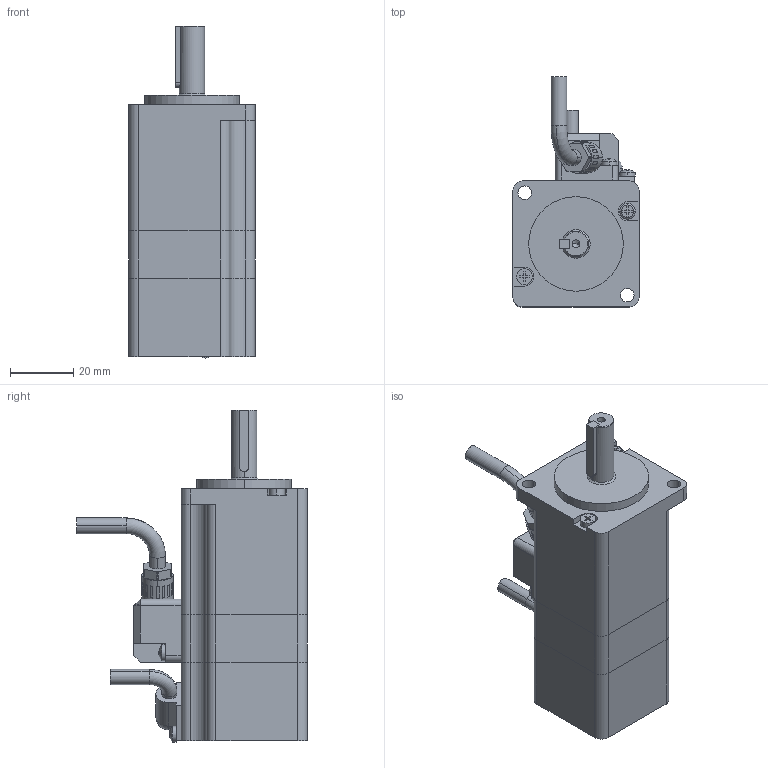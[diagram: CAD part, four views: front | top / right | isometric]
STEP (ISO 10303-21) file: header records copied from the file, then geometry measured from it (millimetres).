
FILE_DESCRIPTION (( 'STEP AP214' ), '1' );
FILE_NAME ('EC40TM024100K8EB不带刹车版本.STEP', '2022-11-25T03:50:33', ( '微软用户' ), ( '微软中国' ), 'SwSTEP 2.0', 'SolidWorks 2020', '' );
FILE_SCHEMA (( 'AUTOMOTIVE_DESIGN' ));
Length unit declared in the file: millimetre
Products named in the file (5): M2.5X10_ M2.5X10; 盄2; EC40TM024100K8EB祥湍价陬唳掛; 萇儂; 盄1
Assembly tree (7 placements, depth 2):
  EC40TM024100K8EB祥湍价陬唳掛
    萇儂
    盄1
    盄2
    M2.5X10_ M2.5X10  x4
Bounding box: 40 x 73.12 x 105.35 mm (x, y, z)
Volume: 129664.2 mm3; surface area: 21096.5 mm2
Topology: 8 solids, 8 shells, 368 faces, 937 edges, 606 vertices
Faces by surface type: plane 242, cylinder 104, sphere 9, cone 7, torus 6
Entity records: 9489 total; most frequent: CARTESIAN_POINT 1600, DIRECTION 1536, ORIENTED_EDGE 1466, EDGE_CURVE 733, AXIS2_PLACEMENT_3D 520, LINE 496, VECTOR 496, VERTEX_POINT 474
